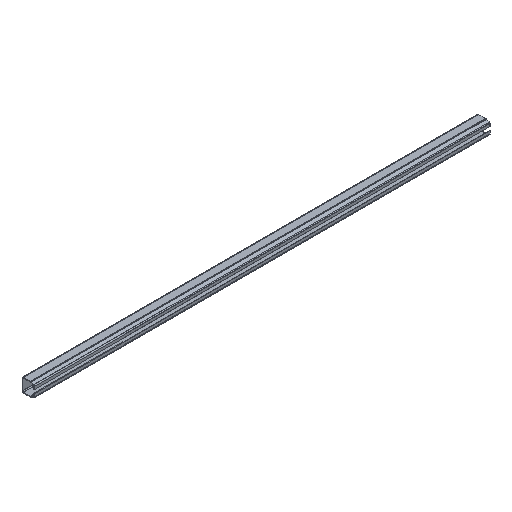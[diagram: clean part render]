
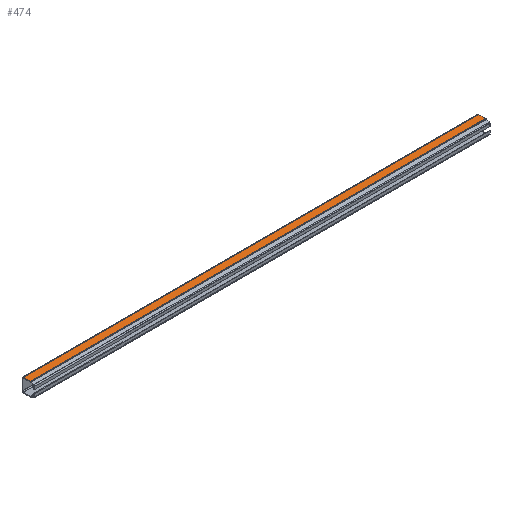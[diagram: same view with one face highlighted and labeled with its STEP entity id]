
A CAD part, isometric view. The second image highlights one B-rep face of the part: STEP entity #474.
In plain terms, the highlighted planar face has unit normal (0, 0, 1).
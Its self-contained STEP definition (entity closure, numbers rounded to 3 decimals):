
#107 = ORIENTED_EDGE ( 'NONE', *, *, #740, .T. ) ;
#125 = AXIS2_PLACEMENT_3D ( 'NONE', #294, #795, #553 ) ;
#139 = LINE ( 'NONE', #1040, #1053 ) ;
#145 = CARTESIAN_POINT ( 'NONE',  ( 0., -4.118, 15. ) ) ;
#181 = CARTESIAN_POINT ( 'NONE',  ( -1000., -4.118, 15. ) ) ;
#189 = ORIENTED_EDGE ( 'NONE', *, *, #1041, .T. ) ;
#198 = LINE ( 'NONE', #754, #609 ) ;
#256 = VECTOR ( 'NONE', #522, 1000. ) ;
#257 = DIRECTION ( 'NONE',  ( 0., 1., 0. ) ) ;
#267 = VERTEX_POINT ( 'NONE', #932 ) ;
#294 = CARTESIAN_POINT ( 'NONE',  ( -1000., 0., 15. ) ) ;
#362 = EDGE_LOOP ( 'NONE', ( #189, #883, #766, #107 ) ) ;
#398 = CARTESIAN_POINT ( 'NONE',  ( -1000., 10.75, 15. ) ) ;
#427 = CARTESIAN_POINT ( 'NONE',  ( -1000., 10.75, 15. ) ) ;
#474 = ADVANCED_FACE ( 'NONE', ( #492 ), #475, .F. ) ;
#475 = PLANE ( 'NONE',  #125 ) ;
#492 = FACE_OUTER_BOUND ( 'NONE', #362, .T. ) ;
#517 = CARTESIAN_POINT ( 'NONE',  ( 0., 0., 15. ) ) ;
#522 = DIRECTION ( 'NONE',  ( 0., 1., 0. ) ) ;
#553 = DIRECTION ( 'NONE',  ( 0., 1., 0. ) ) ;
#572 = VERTEX_POINT ( 'NONE', #145 ) ;
#609 = VECTOR ( 'NONE', #663, 1000. ) ;
#644 = VERTEX_POINT ( 'NONE', #398 ) ;
#649 = EDGE_CURVE ( 'NONE', #1025, #644, #139, .T. ) ;
#663 = DIRECTION ( 'NONE',  ( 1., 0., 0. ) ) ;
#715 = EDGE_CURVE ( 'NONE', #644, #267, #808, .T. ) ;
#740 = EDGE_CURVE ( 'NONE', #1025, #572, #198, .T. ) ;
#743 = DIRECTION ( 'NONE',  ( 1., 0., 0. ) ) ;
#754 = CARTESIAN_POINT ( 'NONE',  ( -1000., -4.118, 15. ) ) ;
#766 = ORIENTED_EDGE ( 'NONE', *, *, #649, .F. ) ;
#795 = DIRECTION ( 'NONE',  ( 0., 0., -1. ) ) ;
#808 = LINE ( 'NONE', #427, #820 ) ;
#820 = VECTOR ( 'NONE', #743, 1000. ) ;
#883 = ORIENTED_EDGE ( 'NONE', *, *, #715, .F. ) ;
#930 = LINE ( 'NONE', #517, #256 ) ;
#932 = CARTESIAN_POINT ( 'NONE',  ( 0., 10.75, 15. ) ) ;
#1025 = VERTEX_POINT ( 'NONE', #181 ) ;
#1040 = CARTESIAN_POINT ( 'NONE',  ( -1000., 0., 15. ) ) ;
#1041 = EDGE_CURVE ( 'NONE', #572, #267, #930, .T. ) ;
#1053 = VECTOR ( 'NONE', #257, 1000. ) ;
